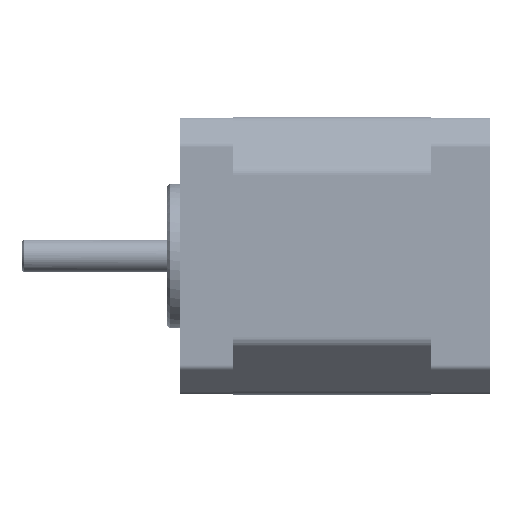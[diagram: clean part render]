
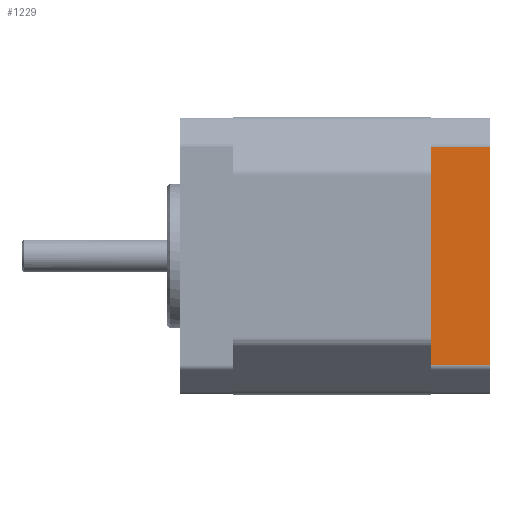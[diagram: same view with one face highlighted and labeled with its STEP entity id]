
A CAD part, left-side view. The second image highlights one B-rep face of the part: STEP entity #1229.
In plain terms, the highlighted free-form (B-spline) face has degree [1, 1] with [2, 2] control points.
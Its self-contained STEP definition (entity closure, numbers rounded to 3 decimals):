
#842 = VERTEX_POINT('',#843);
#843 = CARTESIAN_POINT('',(-23.126,9.911,
    -18.265));
#849 = EDGE_CURVE('',#842,#850,#852,.T.);
#850 = VERTEX_POINT('',#851);
#851 = CARTESIAN_POINT('',(-23.126,9.911,
    18.265));
#852 = B_SPLINE_CURVE_WITH_KNOTS('',1,(#853,#854),.UNSPECIFIED.,.F.,.F.,
  (2,2),(0.,33.172),.PIECEWISE_BEZIER_KNOTS.);
#853 = CARTESIAN_POINT('',(-23.126,9.911,
    -18.265));
#854 = CARTESIAN_POINT('',(-23.126,9.911,
    18.265));
#1033 = VERTEX_POINT('',#1034);
#1034 = CARTESIAN_POINT('',(-23.126,0.,18.265));
#1040 = EDGE_CURVE('',#1041,#1033,#1043,.T.);
#1041 = VERTEX_POINT('',#1042);
#1042 = CARTESIAN_POINT('',(-23.126,0.,-18.265));
#1043 = B_SPLINE_CURVE_WITH_KNOTS('',1,(#1044,#1045),.UNSPECIFIED.,.F.,
  .F.,(2,2),(0.,33.172),.PIECEWISE_BEZIER_KNOTS.);
#1044 = CARTESIAN_POINT('',(-23.126,0.,-18.265));
#1045 = CARTESIAN_POINT('',(-23.126,0.,18.265));
#1216 = EDGE_CURVE('',#842,#1041,#1217,.T.);
#1217 = B_SPLINE_CURVE_WITH_KNOTS('',1,(#1218,#1219),.UNSPECIFIED.,.F.,
  .F.,(2,2),(-0.,9.),.PIECEWISE_BEZIER_KNOTS.);
#1218 = CARTESIAN_POINT('',(-23.126,9.911,
    -18.265));
#1219 = CARTESIAN_POINT('',(-23.126,0.,-18.265));
#1229 = ADVANCED_FACE('',(#1230),#1240,.F.);
#1230 = FACE_BOUND('',#1231,.T.);
#1231 = EDGE_LOOP('',(#1232,#1233,#1238,#1239));
#1232 = ORIENTED_EDGE('',*,*,#1040,.T.);
#1233 = ORIENTED_EDGE('',*,*,#1234,.F.);
#1234 = EDGE_CURVE('',#850,#1033,#1235,.T.);
#1235 = B_SPLINE_CURVE_WITH_KNOTS('',1,(#1236,#1237),.UNSPECIFIED.,.F.,
  .F.,(2,2),(-0.,9.),.PIECEWISE_BEZIER_KNOTS.);
#1236 = CARTESIAN_POINT('',(-23.126,9.911,
    18.265));
#1237 = CARTESIAN_POINT('',(-23.126,0.,18.265));
#1238 = ORIENTED_EDGE('',*,*,#849,.F.);
#1239 = ORIENTED_EDGE('',*,*,#1216,.T.);
#1240 = B_SPLINE_SURFACE_WITH_KNOTS('',1,1,(
    (#1241,#1242)
    ,(#1243,#1244
    )),.UNSPECIFIED.,.F.,.F.,.F.,(2,2),(2,2),(-33.172,0.),(-9.,
    0.),.PIECEWISE_BEZIER_KNOTS.);
#1241 = CARTESIAN_POINT('',(-23.126,0.,18.265));
#1242 = CARTESIAN_POINT('',(-23.126,9.911,
    18.265));
#1243 = CARTESIAN_POINT('',(-23.126,0.,-18.265));
#1244 = CARTESIAN_POINT('',(-23.126,9.911,
    -18.265));
